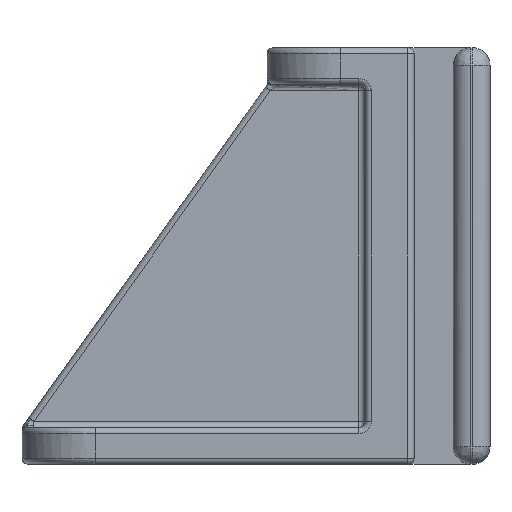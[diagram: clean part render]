
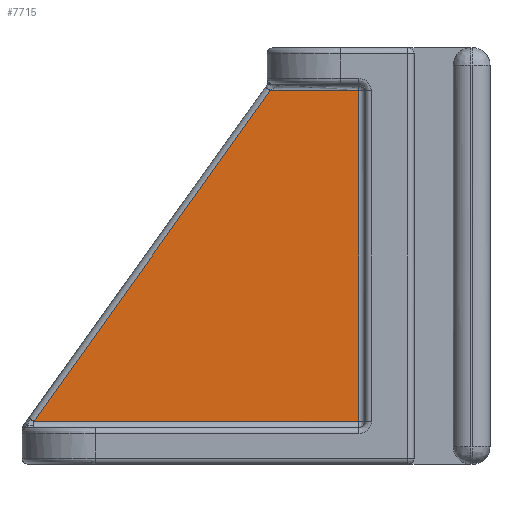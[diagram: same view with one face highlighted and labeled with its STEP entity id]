
A CAD part, left-side view. The second image highlights one B-rep face of the part: STEP entity #7715.
In plain terms, the highlighted free-form (B-spline) face has degree [1, 1] with [2, 2] control points.
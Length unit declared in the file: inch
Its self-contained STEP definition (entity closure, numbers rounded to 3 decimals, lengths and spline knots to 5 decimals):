
#2719=CARTESIAN_POINT('V139',(-0.1,1.13303,
   0.21875));
#2720=VERTEX_POINT('V139',#2719);
#3273=CARTESIAN_POINT('V205',(-0.1,-0.525,
   1.90625));
#3274=VERTEX_POINT('V205',#3273);
#3403=CARTESIAN_POINT('V204',(-0.1,-0.525,
   0.21875));
#3404=VERTEX_POINT('V204',#3403);
#4790=CARTESIAN_POINT('V212',(-0.1,-0.07233,
   1.90625));
#4791=VERTEX_POINT('V212',#4790);
#4792=CARTESIAN_POINT('E525',(-0.1,1.13303,
   0.21875));
#4793=CARTESIAN_POINT('E525',(-0.1,-0.07233,
   1.90625));
#4794=B_SPLINE_CURVE_WITH_KNOTS('E525',1,(#4792,#4793),
   .POLYLINE_FORM.,.F.,.U.,(2,2),(2.0,44.24659),
   .UNSPECIFIED.);
#4795=EDGE_CURVE('E525',#2720,#4791,#4794,.T.);
#4942=CARTESIAN_POINT('E497',(-0.1,-0.525,
   1.90625));
#4943=CARTESIAN_POINT('E497',(-0.1,-0.525,
   0.21875));
#4944=B_SPLINE_CURVE_WITH_KNOTS('E497',1,(#4942,#4943),
   .POLYLINE_FORM.,.F.,.U.,(2,2),(2.0,36.37747),
   .UNSPECIFIED.);
#4945=EDGE_CURVE('E497',#3274,#3404,#4944,.T.);
#4970=CARTESIAN_POINT('E488',(-0.1,-0.07233,
   1.90625));
#4971=CARTESIAN_POINT('E488',(-0.1,-0.525,
   1.90625));
#4972=B_SPLINE_CURVE_WITH_KNOTS('E488',1,(#4970,#4971),
   .POLYLINE_FORM.,.F.,.U.,(2,2),(2.63662,
   11.8583),.UNSPECIFIED.);
#4973=EDGE_CURVE('E488',#4791,#3274,#4972,.T.);
#5859=CARTESIAN_POINT('E340',(-0.1,-0.525,
   0.21875));
#5860=CARTESIAN_POINT('E340',(-0.1,1.13303,
   0.21875));
#5861=B_SPLINE_CURVE_WITH_KNOTS('E340',1,(#5859,#5860),
   .POLYLINE_FORM.,.F.,.U.,(2,2),(2.0,35.77701),
   .UNSPECIFIED.);
#5862=EDGE_CURVE('E340',#3404,#2720,#5861,.T.);
#7704=CARTESIAN_POINT('F5',(-0.1,-0.64375,
   0.1));
#7705=CARTESIAN_POINT('F5',(-0.1,1.28125,
   0.1));
#7706=CARTESIAN_POINT('F5',(-0.1,-0.64375,
   2.025));
#7707=CARTESIAN_POINT('F5',(-0.1,1.28125,
   2.025));
#7708=QUASI_UNIFORM_SURFACE('F5',1,1,((#7704,#7706),(#7705,#7707)),
   .PLANE_SURF.,.F.,.F.,.U.);
#7709=ORIENTED_EDGE('F59',*,*,#5862,.F.);
#7710=ORIENTED_EDGE('E497',*,*,#4945,.F.);
#7711=ORIENTED_EDGE('E488',*,*,#4973,.F.);
#7712=ORIENTED_EDGE('E525',*,*,#4795,.F.);
#7713=EDGE_LOOP('F5',(#7709,#7710,#7711,#7712));
#7714=FACE_OUTER_BOUND('F5',#7713,.T.);
#7715=ADVANCED_FACE('F5',(#7714),#7708,.F.);
